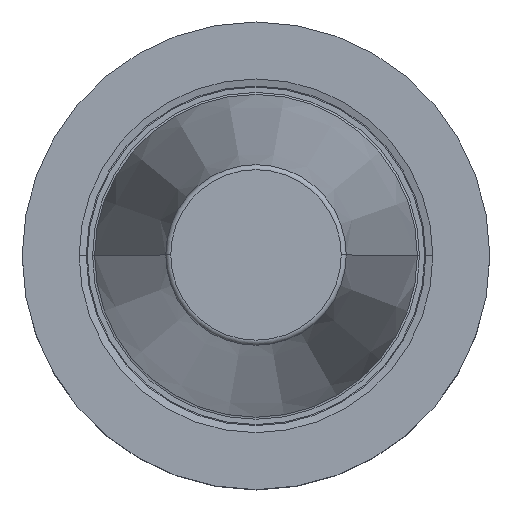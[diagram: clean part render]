
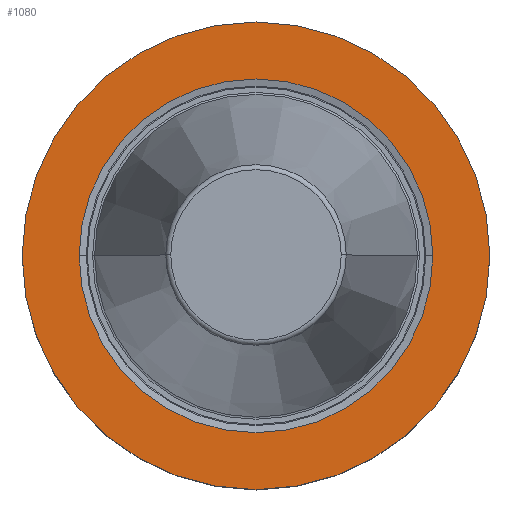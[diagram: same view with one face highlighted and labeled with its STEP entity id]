
A CAD part, top view. The second image highlights one B-rep face of the part: STEP entity #1080.
In plain terms, the highlighted planar face has unit normal (0, 0, 1).
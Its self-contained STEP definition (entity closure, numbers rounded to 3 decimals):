
#113=CARTESIAN_POINT('',(0.,0.,-2.));
#114=DIRECTION('',(0.,0.,-1.));
#115=DIRECTION('',(1.,0.,0.));
#116=AXIS2_PLACEMENT_3D('',#113,#114,#115);
#121=CARTESIAN_POINT('',(0.,0.,-2.));
#122=DIRECTION('',(0.,0.,1.));
#123=DIRECTION('',(1.,0.,0.));
#124=AXIS2_PLACEMENT_3D('',#121,#122,#123);
#129=CARTESIAN_POINT('',(0.,0.,-2.));
#130=DIRECTION('',(0.,0.,1.));
#131=DIRECTION('',(1.,0.,0.));
#132=AXIS2_PLACEMENT_3D('',#129,#130,#131);
#137=CARTESIAN_POINT('',(0.,0.,-2.));
#138=DIRECTION('',(0.,0.,1.));
#139=DIRECTION('',(-1.,0.,0.));
#140=AXIS2_PLACEMENT_3D('',#137,#138,#139);
#905=CARTESIAN_POINT('',(23.,0.,-2.));
#906=CARTESIAN_POINT('',(-23.,0.,-2.));
#907=VERTEX_POINT('',#905);
#908=VERTEX_POINT('',#906);
#967=CARTESIAN_POINT('',(17.396,0.,-2.));
#968=VERTEX_POINT('',#967);
#971=CARTESIAN_POINT('',(-17.396,0.,-2.));
#972=VERTEX_POINT('',#971);
#1065=CARTESIAN_POINT('',(0.,0.,-2.));
#1066=DIRECTION('',(0.,0.,-1.));
#1067=DIRECTION('',(-1.,0.,0.));
#1068=AXIS2_PLACEMENT_3D('',#1065,#1066,#1067);
#1069=PLANE('',#1068);
#1070=ORIENTED_EDGE('',*,*,#986,.T.);
#1071=ORIENTED_EDGE('',*,*,#1045,.F.);
#1072=EDGE_LOOP('',(#1070,#1071));
#1073=FACE_OUTER_BOUND('',#1072,.F.);
#1075=ORIENTED_EDGE('',*,*,#1074,.T.);
#1077=ORIENTED_EDGE('',*,*,#1076,.T.);
#1078=EDGE_LOOP('',(#1075,#1077));
#1079=FACE_BOUND('',#1078,.F.);
#1080=ADVANCED_FACE('',(#1073,#1079),#1069,.F.);
#117=CIRCLE('',#116,23.);
#125=CIRCLE('',#124,23.);
#133=CIRCLE('',#132,17.396);
#141=CIRCLE('',#140,17.396);
#986=EDGE_CURVE('',#907,#908,#117,.T.);
#1045=EDGE_CURVE('',#907,#908,#125,.T.);
#1074=EDGE_CURVE('',#968,#972,#133,.T.);
#1076=EDGE_CURVE('',#972,#968,#141,.T.);
